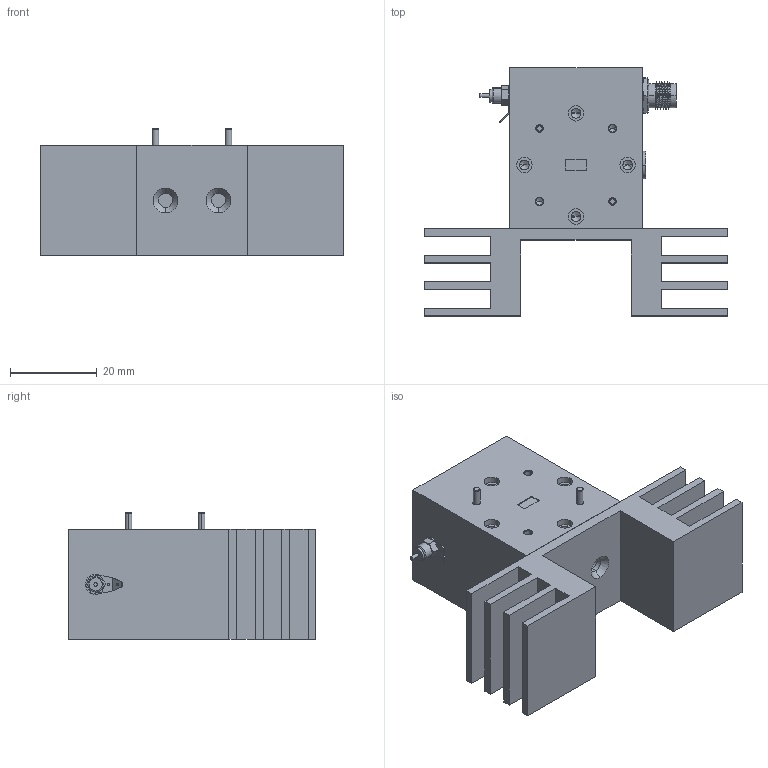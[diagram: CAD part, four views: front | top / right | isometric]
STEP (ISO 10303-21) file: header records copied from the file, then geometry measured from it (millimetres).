
FILE_DESCRIPTION (( 'STEP AP203' ), '1' );
FILE_NAME ('OV-WU.STEP', '2022-08-18T19:08:16', ( '' ), ( '' ), 'SwSTEP 2.0', 'SolidWorks 2021', '' );
FILE_SCHEMA (( 'CONFIG_CONTROL_DESIGN' ));
Length unit declared in the file: inch
Products named in the file (8): DMOX-WG-410-1; OV-WU; PHW-DPXXXX-Y_PHW-DP0631-W; DMOX-WG-301-1; PEP-CTSF50-B2; OV-VU; Ground Strap; PEP-FT0440-1
Assembly tree (8 placements, depth 2):
  OV-WU
    DMOX-WG-301-1
    PEP-CTSF50-B2
    DMOX-WG-410-1
    PEP-FT0440-1
    OV-VU
    PHW-DPXXXX-Y_PHW-DP0631-W  x2
    Ground Strap
Bounding box: 69.85 x 57.15 x 29.27 mm (x, y, z)
Volume: 42960.7 mm3; surface area: 18282.5 mm2
Topology: 7 solids, 9 shells, 303 faces, 735 edges, 462 vertices
Faces by surface type: cylinder 120, plane 114, cone 57, bspline 10, torus 2
Entity records: 13916 total; most frequent: CARTESIAN_POINT 6338, ORIENTED_EDGE 1400, DIRECTION 1383, EDGE_CURVE 703, AXIS2_PLACEMENT_3D 512, VERTEX_POINT 454, LINE 359, VECTOR 359
